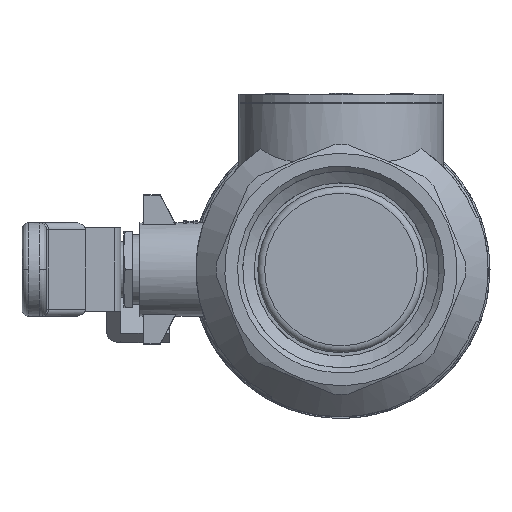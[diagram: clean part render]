
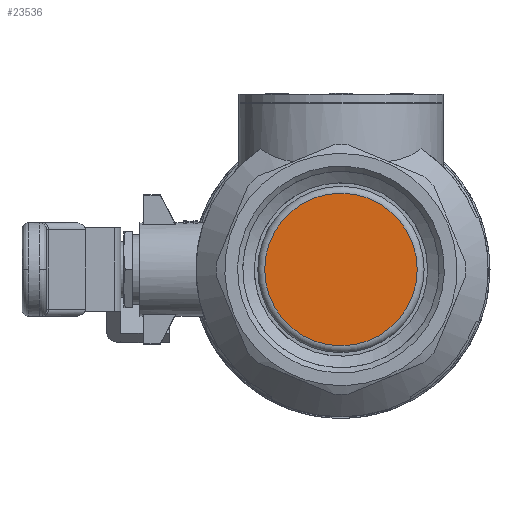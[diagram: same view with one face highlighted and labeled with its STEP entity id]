
A CAD part, left-side view. The second image highlights one B-rep face of the part: STEP entity #23536.
In plain terms, the highlighted planar face has unit normal (-1, 0, 0).
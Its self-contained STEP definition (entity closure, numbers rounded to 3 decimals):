
#1473=CIRCLE('',#25121,22.);
#2374=ORIENTED_EDGE('',*,*,#9223,.T.);
#9223=EDGE_CURVE('',#12710,#12710,#1473,.T.);
#12710=VERTEX_POINT('',#37294);
#19497=EDGE_LOOP('',(#2374));
#20974=FACE_BOUND('',#19497,.T.);
#22335=PLANE('',#25120);
#23536=ADVANCED_FACE('',(#20974),#22335,.F.);
#25120=AXIS2_PLACEMENT_3D('',#37292,#28139,#28140);
#25121=AXIS2_PLACEMENT_3D('',#37293,#28141,#28142);
#28139=DIRECTION('',(1.,0.,0.));
#28140=DIRECTION('',(0.,1.,0.));
#28141=DIRECTION('',(-1.,0.,0.));
#28142=DIRECTION('',(0.,1.,0.));
#37292=CARTESIAN_POINT('',(-23.615,-12.,0.));
#37293=CARTESIAN_POINT('',(-23.615,0.,0.));
#37294=CARTESIAN_POINT('',(-23.615,22.,0.));
